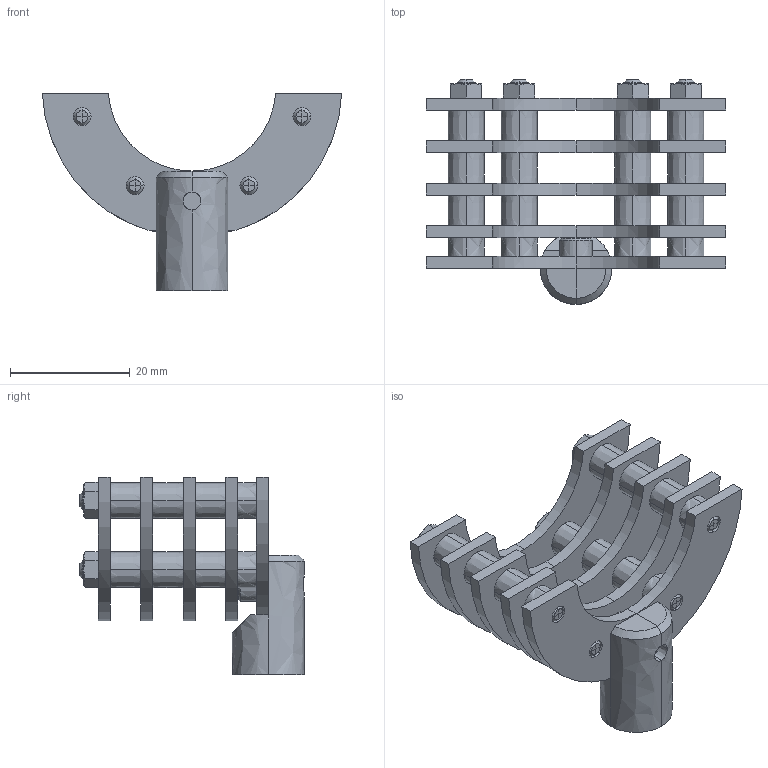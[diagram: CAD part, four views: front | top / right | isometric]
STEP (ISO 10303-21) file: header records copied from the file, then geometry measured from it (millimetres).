
FILE_DESCRIPTION (( 'STEP AP203' ), '1' );
FILE_NAME ('55006.STEP', '2021-02-19T03:55:17', ( '' ), ( '' ), 'SwSTEP 2.0', 'SolidWorks 2018', '' );
FILE_SCHEMA (( 'CONFIG_CONTROL_DESIGN' ));
Length unit declared in the file: millimetre
Products named in the file (1): 55006
Bounding box: 49.96 x 37.5 x 33 mm (x, y, z)
Volume: 10259.6 mm3; surface area: 13594.1 mm2
Topology: 31 solids, 31 shells, 598 faces, 1314 edges, 743 vertices
Faces by surface type: bspline 598
Entity records: 17859 total; most frequent: CARTESIAN_POINT 6492, ORIENTED_EDGE 2620, DIRECTION 1900, EDGE_CURVE 1310, VERTEX_POINT 743, EDGE_LOOP 651, AXIS2_PLACEMENT_3D 643, CIRCLE 642
